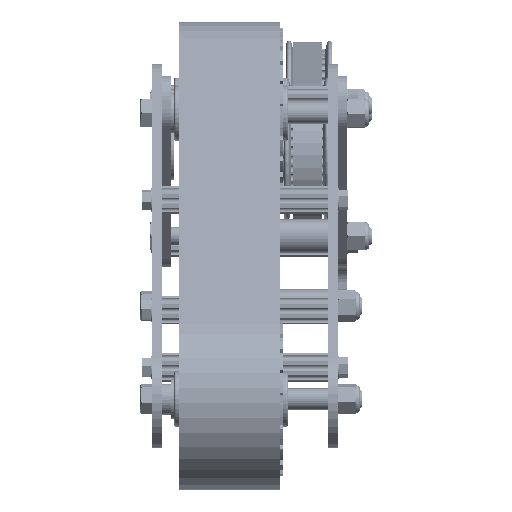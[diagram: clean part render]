
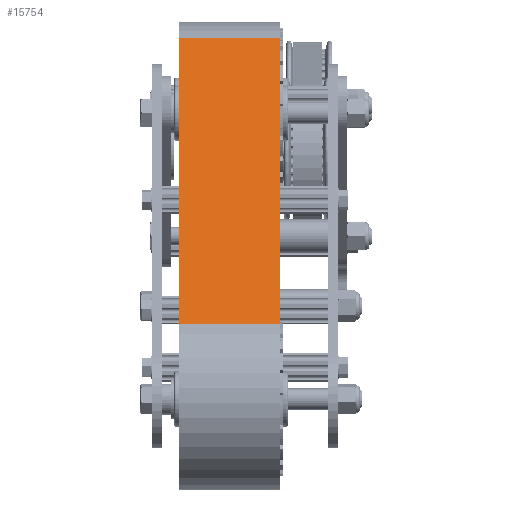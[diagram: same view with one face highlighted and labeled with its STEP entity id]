
A CAD part, left-side view. The second image highlights one B-rep face of the part: STEP entity #15754.
In plain terms, the highlighted planar face has unit normal (-0.559, 0, 0.829).
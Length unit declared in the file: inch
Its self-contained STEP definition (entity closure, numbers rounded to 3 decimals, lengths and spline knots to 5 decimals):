
#118 = VECTOR ( 'NONE', #6166, 39.37008 ) ;
#136 = VECTOR ( 'NONE', #103853, 39.37008 ) ;
#6166 = DIRECTION ( 'NONE',  ( 0.829, 0., 0.559 ) ) ;
#7487 = AXIS2_PLACEMENT_3D ( 'NONE', #68892, #20480, #102512 ) ;
#15754 = ADVANCED_FACE ( 'NONE', ( #33067 ), #44886, .F. ) ;
#17964 = CARTESIAN_POINT ( 'NONE',  ( -20.21691, 2.05, -0.97457 ) ) ;
#20480 = DIRECTION ( 'NONE',  ( 0.559, 0., -0.829 ) ) ;
#21011 = CARTESIAN_POINT ( 'NONE',  ( -28.81818, 2.05, -6.7762 ) ) ;
#21221 = VERTEX_POINT ( 'NONE', #17964 ) ;
#21626 = LINE ( 'NONE', #101756, #136 ) ;
#24599 = CARTESIAN_POINT ( 'NONE',  ( -20.21691, 0., -0.97457 ) ) ;
#29324 = CARTESIAN_POINT ( 'NONE',  ( -28.81818, 0., -6.7762 ) ) ;
#32803 = LINE ( 'NONE', #101107, #91063 ) ;
#33067 = FACE_OUTER_BOUND ( 'NONE', #58065, .T. ) ;
#37116 = DIRECTION ( 'NONE',  ( 0.829, 0., 0.559 ) ) ;
#37819 = ORIENTED_EDGE ( 'NONE', *, *, #51186, .T. ) ;
#38574 = CARTESIAN_POINT ( 'NONE',  ( -28.81818, 0., -6.7762 ) ) ;
#44886 = PLANE ( 'NONE',  #7487 ) ;
#47337 = ORIENTED_EDGE ( 'NONE', *, *, #98679, .F. ) ;
#47390 = LINE ( 'NONE', #29324, #91725 ) ;
#51186 = EDGE_CURVE ( 'NONE', #75067, #66179, #32803, .T. ) ;
#58065 = EDGE_LOOP ( 'NONE', ( #67788, #47337, #79539, #37819 ) ) ;
#66179 = VERTEX_POINT ( 'NONE', #38574 ) ;
#67788 = ORIENTED_EDGE ( 'NONE', *, *, #101569, .T. ) ;
#68892 = CARTESIAN_POINT ( 'NONE',  ( -28.81818, 2.05, -6.7762 ) ) ;
#72900 = EDGE_CURVE ( 'NONE', #75067, #21221, #97510, .T. ) ;
#75067 = VERTEX_POINT ( 'NONE', #77403 ) ;
#77403 = CARTESIAN_POINT ( 'NONE',  ( -28.81818, 2.05, -6.7762 ) ) ;
#79539 = ORIENTED_EDGE ( 'NONE', *, *, #72900, .F. ) ;
#91063 = VECTOR ( 'NONE', #91993, 39.37008 ) ;
#91725 = VECTOR ( 'NONE', #37116, 39.37008 ) ;
#91993 = DIRECTION ( 'NONE',  ( 0., -1., 0. ) ) ;
#97510 = LINE ( 'NONE', #21011, #118 ) ;
#98679 = EDGE_CURVE ( 'NONE', #21221, #99877, #21626, .T. ) ;
#99877 = VERTEX_POINT ( 'NONE', #24599 ) ;
#101107 = CARTESIAN_POINT ( 'NONE',  ( -28.81818, 2.05, -6.7762 ) ) ;
#101569 = EDGE_CURVE ( 'NONE', #66179, #99877, #47390, .T. ) ;
#101756 = CARTESIAN_POINT ( 'NONE',  ( -20.21691, 2.05, -0.97457 ) ) ;
#102512 = DIRECTION ( 'NONE',  ( -0.829, 0., -0.559 ) ) ;
#103853 = DIRECTION ( 'NONE',  ( 0., -1., 0. ) ) ;
